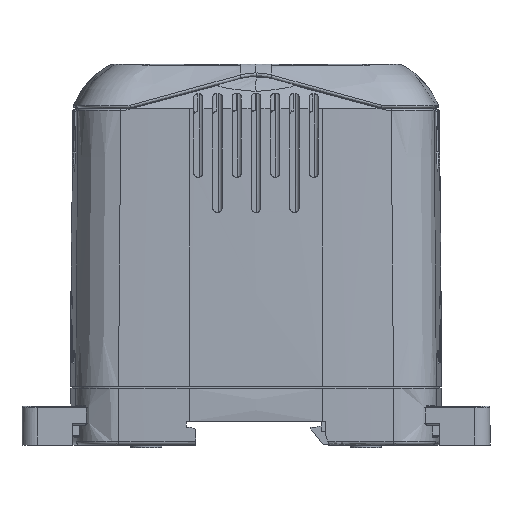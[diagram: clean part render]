
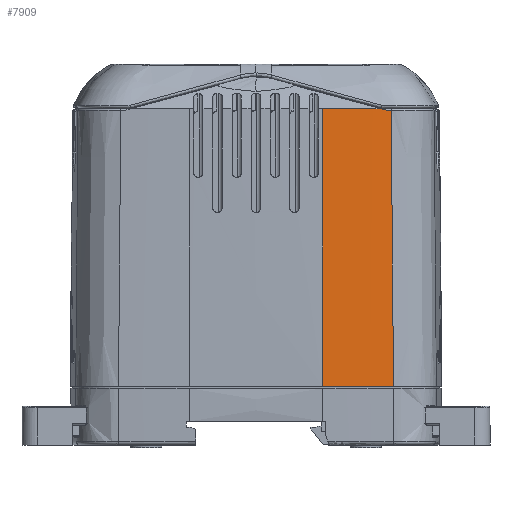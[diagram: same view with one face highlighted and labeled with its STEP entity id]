
A CAD part, front view. The second image highlights one B-rep face of the part: STEP entity #7909.
In plain terms, the highlighted conical face has half-angle 0.5 degrees and reference radius 715.11 mm.
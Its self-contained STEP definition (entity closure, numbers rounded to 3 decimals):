
#713=CONICAL_SURFACE('',#57874,715.11,0.5);
#1521=B_SPLINE_CURVE_WITH_KNOTS('',3,(#88147,#88148,#88149,#88150),
 .UNSPECIFIED.,.F.,.F.,(4,4),(0.,1.),.UNSPECIFIED.);
#1552=B_SPLINE_CURVE_WITH_KNOTS('',3,(#89459,#89460,#89461,#89462,#89463,
#89464,#89465),.UNSPECIFIED.,.F.,.F.,(4,3,4),(0.,0.5,1.),
 .UNSPECIFIED.);
#2111=B_SPLINE_CURVE_WITH_KNOTS('',3,(#98402,#98403,#98404,#98405,#98406,
#98407,#98408),.UNSPECIFIED.,.F.,.F.,(4,3,4),(0.,0.221,1.),
 .UNSPECIFIED.);
#5029=CIRCLE('',#57145,715.028);
#5260=CIRCLE('',#57803,714.411);
#5261=CIRCLE('',#57805,714.411);
#5278=CIRCLE('',#57871,714.411);
#5279=CIRCLE('',#57873,714.415);
#5771=ELLIPSE('',#57801,739.522,714.321);
#7909=ADVANCED_FACE('',(#12305),#713,.T.);
#12305=FACE_OUTER_BOUND('',#15445,.T.);
#15445=EDGE_LOOP('',(#28436,#28437,#28438,#28439,#28440,#28441,#28442,#28443,
#28444));
#28436=ORIENTED_EDGE('',*,*,#44203,.T.);
#28437=ORIENTED_EDGE('',*,*,#44275,.T.);
#28438=ORIENTED_EDGE('',*,*,#44096,.T.);
#28439=ORIENTED_EDGE('',*,*,#44099,.F.);
#28440=ORIENTED_EDGE('',*,*,#44100,.F.);
#28441=ORIENTED_EDGE('',*,*,#42904,.T.);
#28442=ORIENTED_EDGE('',*,*,#44274,.F.);
#28443=ORIENTED_EDGE('',*,*,#42941,.T.);
#28444=ORIENTED_EDGE('',*,*,#42386,.F.);
#35628=VERTEX_POINT('',#83652);
#35629=VERTEX_POINT('',#83654);
#36084=VERTEX_POINT('',#88146);
#36085=VERTEX_POINT('',#88151);
#36086=VERTEX_POINT('',#88156);
#36120=VERTEX_POINT('',#89466);
#36808=VERTEX_POINT('',#97787);
#36809=VERTEX_POINT('',#97789);
#36857=VERTEX_POINT('',#98401);
#42386=EDGE_CURVE('',#35628,#35629,#5029,.T.);
#42904=EDGE_CURVE('',#36085,#36084,#1521,.T.);
#42941=EDGE_CURVE('',#36120,#35629,#1552,.T.);
#44096=EDGE_CURVE('',#36809,#36808,#5771,.T.);
#44099=EDGE_CURVE('',#36086,#36808,#5260,.T.);
#44100=EDGE_CURVE('',#36085,#36086,#5261,.T.);
#44203=EDGE_CURVE('',#35628,#36857,#2111,.T.);
#44274=EDGE_CURVE('',#36120,#36084,#5278,.T.);
#44275=EDGE_CURVE('',#36857,#36809,#5279,.T.);
#57145=AXIS2_PLACEMENT_3D('',#83653,#66839,#66840);
#57801=AXIS2_PLACEMENT_3D('',#97788,#68809,#68810);
#57803=AXIS2_PLACEMENT_3D('',#97820,#68813,#68814);
#57805=AXIS2_PLACEMENT_3D('',#97822,#68817,#68818);
#57871=AXIS2_PLACEMENT_3D('',#98980,#68991,#68992);
#57873=AXIS2_PLACEMENT_3D('',#98982,#68995,#68996);
#57874=AXIS2_PLACEMENT_3D('',#98983,#68997,#68998);
#66839=DIRECTION('',(0.,0.,-1.));
#66840=DIRECTION('',(0.,-1.,0.));
#68809=DIRECTION('',(-0.259,0.,-0.966));
#68810=DIRECTION('',(0.966,0.,-0.259));
#68813=DIRECTION('',(0.,0.,1.));
#68814=DIRECTION('',(1.,0.,0.));
#68817=DIRECTION('',(0.,0.,1.));
#68818=DIRECTION('',(1.,0.,0.));
#68991=DIRECTION('',(0.,0.,1.));
#68992=DIRECTION('',(1.,0.,0.));
#68995=DIRECTION('',(0.,0.,-1.));
#68996=DIRECTION('',(1.,0.,0.));
#68997=DIRECTION('',(0.,0.,-1.));
#68998=DIRECTION('',(0.,1.,0.));
#83652=CARTESIAN_POINT('',(35.038,-48.773,200.));
#83653=CARTESIAN_POINT('',(-7.3,665.,200.));
#83654=CARTESIAN_POINT('',(16.972,-49.616,200.));
#88146=CARTESIAN_POINT('',(21.188,-48.843,270.68));
#88147=CARTESIAN_POINT('',(29.719,-48.451,270.68));
#88148=CARTESIAN_POINT('',(26.876,-48.599,270.68));
#88149=CARTESIAN_POINT('',(24.032,-48.729,270.68));
#88150=CARTESIAN_POINT('',(21.188,-48.843,270.68));
#88151=CARTESIAN_POINT('',(29.719,-48.451,270.68));
#88156=CARTESIAN_POINT('',(31.976,-48.331,270.68));
#89459=CARTESIAN_POINT('',(17.021,-48.997,270.68));
#89460=CARTESIAN_POINT('',(17.013,-49.1,258.899));
#89461=CARTESIAN_POINT('',(17.005,-49.203,247.118));
#89462=CARTESIAN_POINT('',(16.997,-49.306,235.337));
#89463=CARTESIAN_POINT('',(16.989,-49.41,223.558));
#89464=CARTESIAN_POINT('',(16.98,-49.513,211.779));
#89465=CARTESIAN_POINT('',(16.972,-49.616,200.));
#89466=CARTESIAN_POINT('',(17.021,-48.997,270.68));
#97787=CARTESIAN_POINT('',(32.,-48.329,270.68));
#97788=CARTESIAN_POINT('',(-5.63,665.,280.763));
#97789=CARTESIAN_POINT('',(33.85,-48.229,270.184));
#97820=CARTESIAN_POINT('',(-7.3,665.,270.68));
#97822=CARTESIAN_POINT('',(-7.3,665.,270.68));
#98401=CARTESIAN_POINT('',(34.453,-48.194,270.184));
#98402=CARTESIAN_POINT('',(35.038,-48.773,200.));
#98403=CARTESIAN_POINT('',(34.995,-48.731,205.175));
#98404=CARTESIAN_POINT('',(34.952,-48.688,210.351));
#98405=CARTESIAN_POINT('',(34.909,-48.645,215.526));
#98406=CARTESIAN_POINT('',(34.757,-48.495,233.745));
#98407=CARTESIAN_POINT('',(34.605,-48.345,251.965));
#98408=CARTESIAN_POINT('',(34.453,-48.194,270.184));
#98980=CARTESIAN_POINT('',(-7.3,665.,270.68));
#98982=CARTESIAN_POINT('',(-7.3,665.,270.184));
#98983=CARTESIAN_POINT('',(-7.3,665.,190.601));
